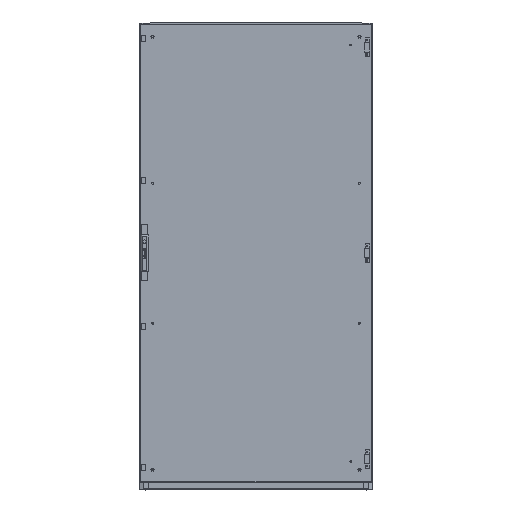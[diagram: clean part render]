
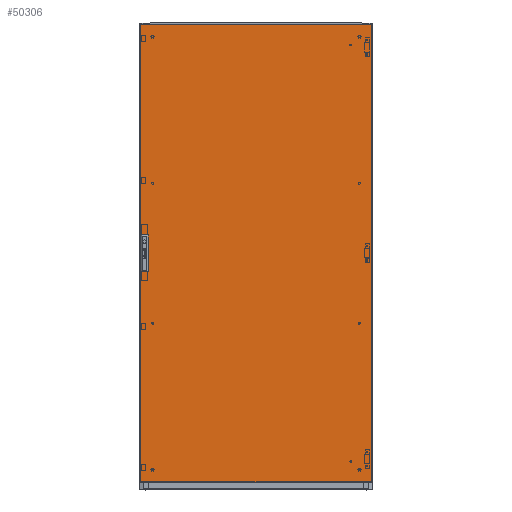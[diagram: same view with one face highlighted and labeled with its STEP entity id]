
A CAD part, top view. The second image highlights one B-rep face of the part: STEP entity #50306.
In plain terms, the highlighted planar face has unit normal (0, 0, 1).
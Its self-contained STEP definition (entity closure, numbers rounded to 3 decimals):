
#2134 = ORIENTED_EDGE ( 'NONE', *, *, #94902, .F. ) ;
#4250 = EDGE_CURVE ( 'NONE', #63569, #10416, #6951, .T. ) ;
#4888 = EDGE_CURVE ( 'NONE', #66901, #82284, #47832, .T. ) ;
#6220 = EDGE_CURVE ( 'NONE', #71571, #61518, #126048, .T. ) ;
#6951 = LINE ( 'NONE', #113740, #104248 ) ;
#7513 = CARTESIAN_POINT ( 'NONE',  ( 0., 0., 0. ) ) ;
#7927 = DIRECTION ( 'NONE',  ( 1., 0., 0. ) ) ;
#8428 = DIRECTION ( 'NONE',  ( 1., 0., 0. ) ) ;
#10416 = VERTEX_POINT ( 'NONE', #38808 ) ;
#12327 = EDGE_LOOP ( 'NONE', ( #16364, #97664, #96774, #104707 ) ) ;
#15814 = DIRECTION ( 'NONE',  ( 0., -1., 0. ) ) ;
#16364 = ORIENTED_EDGE ( 'NONE', *, *, #68033, .T. ) ;
#16496 = DIRECTION ( 'NONE',  ( 0., -1., 0. ) ) ;
#18182 = CARTESIAN_POINT ( 'NONE',  ( -497., -983.5, 0. ) ) ;
#21521 = DIRECTION ( 'NONE',  ( 1., 0., 0. ) ) ;
#22188 = ORIENTED_EDGE ( 'NONE', *, *, #4250, .F. ) ;
#26284 = VECTOR ( 'NONE', #94696, 1000. ) ;
#26596 = CARTESIAN_POINT ( 'NONE',  ( -497., 983.5, 0. ) ) ;
#28972 = VECTOR ( 'NONE', #65886, 1000. ) ;
#34270 = LINE ( 'NONE', #18182, #108757 ) ;
#35458 = VERTEX_POINT ( 'NONE', #47307 ) ;
#36197 = CARTESIAN_POINT ( 'NONE',  ( -493.4, 78.5, 0. ) ) ;
#36426 = FACE_BOUND ( 'NONE', #119416, .T. ) ;
#38245 = CARTESIAN_POINT ( 'NONE',  ( -463., 78.5, 0. ) ) ;
#38808 = CARTESIAN_POINT ( 'NONE',  ( -493.4, -78.5, 0. ) ) ;
#42093 = EDGE_CURVE ( 'NONE', #61518, #35458, #34270, .T. ) ;
#47307 = CARTESIAN_POINT ( 'NONE',  ( 497., -983.5, 0. ) ) ;
#47832 = LINE ( 'NONE', #69115, #70684 ) ;
#49475 = DIRECTION ( 'NONE',  ( 0., -1., 0. ) ) ;
#50306 = ADVANCED_FACE ( 'NONE', ( #36426, #56254 ), #56386, .T. ) ;
#51877 = CARTESIAN_POINT ( 'NONE',  ( -463., -78.5, 0. ) ) ;
#52220 = ORIENTED_EDGE ( 'NONE', *, *, #4888, .T. ) ;
#52254 = ORIENTED_EDGE ( 'NONE', *, *, #115036, .T. ) ;
#53235 = LINE ( 'NONE', #85221, #76194 ) ;
#54481 = CARTESIAN_POINT ( 'NONE',  ( -497., 983.5, 0. ) ) ;
#55543 = AXIS2_PLACEMENT_3D ( 'NONE', #7513, #66186, #7927 ) ;
#56254 = FACE_OUTER_BOUND ( 'NONE', #12327, .T. ) ;
#56386 = PLANE ( 'NONE',  #55543 ) ;
#61518 = VERTEX_POINT ( 'NONE', #106058 ) ;
#63569 = VERTEX_POINT ( 'NONE', #36197 ) ;
#65886 = DIRECTION ( 'NONE',  ( 1., 0., 0. ) ) ;
#66186 = DIRECTION ( 'NONE',  ( 0., 0., 1. ) ) ;
#66901 = VERTEX_POINT ( 'NONE', #38245 ) ;
#68033 = EDGE_CURVE ( 'NONE', #35458, #79925, #53235, .T. ) ;
#68400 = CARTESIAN_POINT ( 'NONE',  ( 497., 983.5, 0. ) ) ;
#69115 = CARTESIAN_POINT ( 'NONE',  ( -463., 0., 0. ) ) ;
#70684 = VECTOR ( 'NONE', #49475, 1000. ) ;
#71571 = VERTEX_POINT ( 'NONE', #120219 ) ;
#76194 = VECTOR ( 'NONE', #94958, 1000. ) ;
#77296 = VECTOR ( 'NONE', #21521, 1000. ) ;
#79891 = CARTESIAN_POINT ( 'NONE',  ( -493.4, 78.5, 0. ) ) ;
#79925 = VERTEX_POINT ( 'NONE', #68400 ) ;
#82284 = VERTEX_POINT ( 'NONE', #51877 ) ;
#85221 = CARTESIAN_POINT ( 'NONE',  ( 497., 983.5, 0. ) ) ;
#94696 = DIRECTION ( 'NONE',  ( -1., 0., 0. ) ) ;
#94902 = EDGE_CURVE ( 'NONE', #10416, #82284, #103556, .T. ) ;
#94958 = DIRECTION ( 'NONE',  ( 0., 1., 0. ) ) ;
#96774 = ORIENTED_EDGE ( 'NONE', *, *, #6220, .T. ) ;
#97664 = ORIENTED_EDGE ( 'NONE', *, *, #97750, .T. ) ;
#97750 = EDGE_CURVE ( 'NONE', #79925, #71571, #100879, .T. ) ;
#100228 = VECTOR ( 'NONE', #15814, 1000. ) ;
#100879 = LINE ( 'NONE', #26596, #26284 ) ;
#103556 = LINE ( 'NONE', #114685, #28972 ) ;
#104248 = VECTOR ( 'NONE', #16496, 1000. ) ;
#104707 = ORIENTED_EDGE ( 'NONE', *, *, #42093, .T. ) ;
#106058 = CARTESIAN_POINT ( 'NONE',  ( -497., -983.5, 0. ) ) ;
#108757 = VECTOR ( 'NONE', #8428, 1000. ) ;
#113740 = CARTESIAN_POINT ( 'NONE',  ( -493.4, 0., 0. ) ) ;
#114685 = CARTESIAN_POINT ( 'NONE',  ( -493.4, -78.5, 0. ) ) ;
#115036 = EDGE_CURVE ( 'NONE', #63569, #66901, #119691, .T. ) ;
#119416 = EDGE_LOOP ( 'NONE', ( #52254, #52220, #2134, #22188 ) ) ;
#119691 = LINE ( 'NONE', #79891, #77296 ) ;
#120219 = CARTESIAN_POINT ( 'NONE',  ( -497., 983.5, 0. ) ) ;
#126048 = LINE ( 'NONE', #54481, #100228 ) ;
